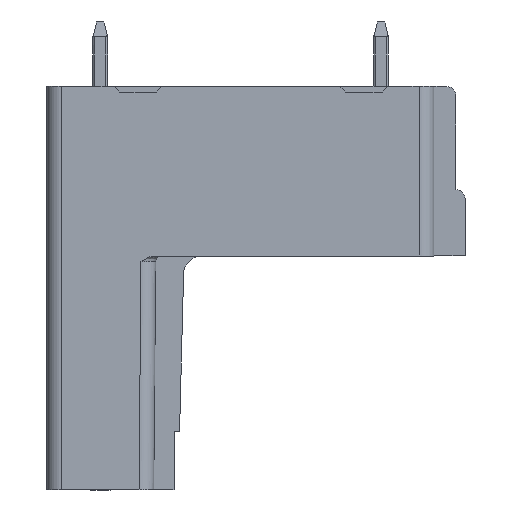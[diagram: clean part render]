
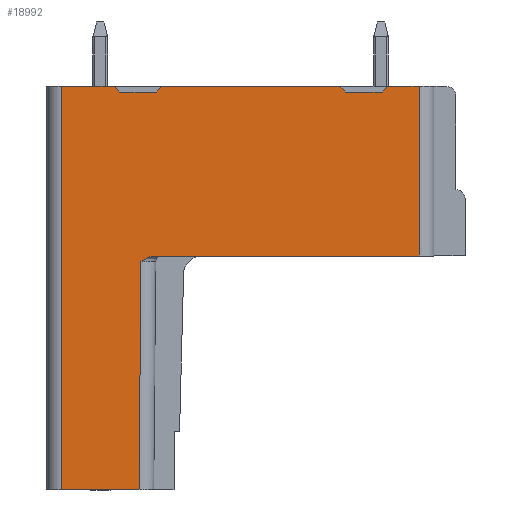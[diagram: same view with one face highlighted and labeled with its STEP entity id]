
A CAD part, left-side view. The second image highlights one B-rep face of the part: STEP entity #18992.
In plain terms, the highlighted planar face has unit normal (-1, 0, 0).
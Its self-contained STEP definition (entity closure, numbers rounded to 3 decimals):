
#272=CARTESIAN_POINT('',(-23.4,5.537,
0.));
#948=DIRECTION('',(0.,1.,0.));
#949=VECTOR('',#948,2.85);
#950=CARTESIAN_POINT('',(-23.4,7.75,9.2));
#951=LINE('',#950,#949);
#2973=DIRECTION('',(0.,1.,0.));
#2974=VECTOR('',#2973,14.337);
#2975=CARTESIAN_POINT('',(-23.4,-8.8,
0.));
#2976=LINE('',#2975,#2974);
#2977=CARTESIAN_POINT('',(-23.4,5.537,
0.));
#2978=CARTESIAN_POINT('',(-23.4,5.563,
0.));
#2979=CARTESIAN_POINT('',(-23.4,5.618,
-0.002));
#2980=CARTESIAN_POINT('',(-23.4,5.71,
-0.018));
#2981=CARTESIAN_POINT('',(-23.4,5.81,
-0.046));
#2982=CARTESIAN_POINT('',(-23.4,5.918,
-0.089));
#2983=CARTESIAN_POINT('',(-23.4,6.033,
-0.146));
#2984=CARTESIAN_POINT('',(-23.4,6.157,
-0.216));
#2985=CARTESIAN_POINT('',(-23.4,6.245,
-0.271));
#2986=CARTESIAN_POINT('',(-23.4,6.292,
-0.3));
#2988=DIRECTION('',(0.,0.009,-1.));
#2989=VECTOR('',#2988,12.4);
#2990=CARTESIAN_POINT('',(-23.4,6.292,
-0.3));
#2991=LINE('',#2990,#2989);
#2992=DIRECTION('',(0.,1.,0.));
#2993=VECTOR('',#2992,4.2);
#2994=CARTESIAN_POINT('',(-23.4,6.4,-12.7));
#2995=LINE('',#2994,#2993);
#2996=DIRECTION('',(0.,-0.707,-0.707));
#2997=VECTOR('',#2996,0.424);
#2998=CARTESIAN_POINT('',(-23.4,7.75,9.2));
#2999=LINE('',#2998,#2997);
#3000=DIRECTION('',(0.,-0.707,0.707));
#3001=VECTOR('',#3000,0.424);
#3002=CARTESIAN_POINT('',(-23.4,5.45,8.9));
#3003=LINE('',#3002,#3001);
#3004=DIRECTION('',(0.,-1.,0.));
#3005=VECTOR('',#3004,9.65);
#3006=CARTESIAN_POINT('',(-23.4,5.15,9.2));
#3007=LINE('',#3006,#3005);
#3008=DIRECTION('',(0.,-0.707,-0.707));
#3009=VECTOR('',#3008,0.424);
#3010=CARTESIAN_POINT('',(-23.4,-4.5,9.2));
#3011=LINE('',#3010,#3009);
#3012=DIRECTION('',(0.,-0.707,0.707));
#3013=VECTOR('',#3012,0.424);
#3014=CARTESIAN_POINT('',(-23.4,-6.8,8.9));
#3015=LINE('',#3014,#3013);
#3016=DIRECTION('',(0.,-1.,0.));
#3017=VECTOR('',#3016,1.7);
#3018=CARTESIAN_POINT('',(-23.4,-7.1,9.2));
#3019=LINE('',#3018,#3017);
#3020=DIRECTION('',(0.,0.,-1.));
#3021=VECTOR('',#3020,9.2);
#3022=CARTESIAN_POINT('',(-23.4,-8.8,9.2));
#3023=LINE('',#3022,#3021);
#3682=DIRECTION('',(0.,1.,0.));
#3683=VECTOR('',#3682,2.);
#3684=CARTESIAN_POINT('',(-23.4,5.45,8.9));
#3685=LINE('',#3684,#3683);
#8151=DIRECTION('',(0.,0.,-1.));
#8152=VECTOR('',#8151,21.9);
#8153=CARTESIAN_POINT('',(-23.4,10.6,9.2));
#8154=LINE('',#8153,#8152);
#8287=DIRECTION('',(0.,1.,0.));
#8288=VECTOR('',#8287,2.);
#8289=CARTESIAN_POINT('',(-23.4,-6.8,8.9));
#8290=LINE('',#8289,#8288);
#12868=VERTEX_POINT('',#272);
#12869=CARTESIAN_POINT('',(-23.4,-8.8,
0.));
#12870=VERTEX_POINT('',#12869);
#13031=CARTESIAN_POINT('',(-23.4,-8.8,9.2));
#13032=VERTEX_POINT('',#13031);
#13033=CARTESIAN_POINT('',(-23.4,-7.1,9.2));
#13034=VERTEX_POINT('',#13033);
#13039=CARTESIAN_POINT('',(-23.4,-4.5,9.2));
#13040=VERTEX_POINT('',#13039);
#13041=CARTESIAN_POINT('',(-23.4,5.15,9.2));
#13042=VERTEX_POINT('',#13041);
#13051=CARTESIAN_POINT('',(-23.4,7.75,9.2));
#13052=VERTEX_POINT('',#13051);
#13053=CARTESIAN_POINT('',(-23.4,10.6,9.2));
#13054=VERTEX_POINT('',#13053);
#13134=VERTEX_POINT('',#2986);
#13135=CARTESIAN_POINT('',(-23.4,6.4,-12.7));
#13136=VERTEX_POINT('',#13135);
#13137=CARTESIAN_POINT('',(-23.4,10.6,-12.7));
#13138=VERTEX_POINT('',#13137);
#13139=CARTESIAN_POINT('',(-23.4,7.45,8.9));
#13140=VERTEX_POINT('',#13139);
#13141=CARTESIAN_POINT('',(-23.4,5.45,8.9));
#13142=VERTEX_POINT('',#13141);
#13143=CARTESIAN_POINT('',(-23.4,-4.8,8.9));
#13144=VERTEX_POINT('',#13143);
#13145=CARTESIAN_POINT('',(-23.4,-6.8,8.9));
#13146=VERTEX_POINT('',#13145);
#18960=CARTESIAN_POINT('',(-23.4,5.192,-0.3));
#18961=DIRECTION('',(-1.,0.,0.));
#18962=DIRECTION('',(0.,-1.,0.));
#18963=AXIS2_PLACEMENT_3D('',#18960,#18961,#18962);
#18964=PLANE('',#18963);
#18965=ORIENTED_EDGE('',*,*,#15358,.T.);
#18967=ORIENTED_EDGE('',*,*,#18966,.T.);
#18969=ORIENTED_EDGE('',*,*,#18968,.T.);
#18971=ORIENTED_EDGE('',*,*,#18970,.T.);
#18973=ORIENTED_EDGE('',*,*,#18972,.F.);
#18974=ORIENTED_EDGE('',*,*,#15920,.F.);
#18976=ORIENTED_EDGE('',*,*,#18975,.T.);
#18978=ORIENTED_EDGE('',*,*,#18977,.F.);
#18980=ORIENTED_EDGE('',*,*,#18979,.T.);
#18981=ORIENTED_EDGE('',*,*,#15904,.T.);
#18983=ORIENTED_EDGE('',*,*,#18982,.T.);
#18985=ORIENTED_EDGE('',*,*,#18984,.F.);
#18987=ORIENTED_EDGE('',*,*,#18986,.T.);
#18988=ORIENTED_EDGE('',*,*,#15895,.T.);
#18989=ORIENTED_EDGE('',*,*,#18953,.T.);
#18990=EDGE_LOOP('',(#18965,#18967,#18969,#18971,#18973,#18974,#18976,#18978,
#18980,#18981,#18983,#18985,#18987,#18988,#18989));
#18991=FACE_OUTER_BOUND('',#18990,.F.);
#18992=ADVANCED_FACE('',(#18991),#18964,.T.);
#2987=B_SPLINE_CURVE_WITH_KNOTS('',3,(#2977,#2978,#2979,#2980,#2981,#2982,#2983,
#2984,#2985,#2986),.UNSPECIFIED.,.F.,.F.,(4,1,1,1,1,1,1,4),(0.,
0.143,0.286,0.429,0.571,
0.714,0.857,1.),.UNSPECIFIED.);
#15358=EDGE_CURVE('',#12870,#12868,#2976,.T.);
#15895=EDGE_CURVE('',#13034,#13032,#3019,.T.);
#15904=EDGE_CURVE('',#13042,#13040,#3007,.T.);
#15920=EDGE_CURVE('',#13052,#13054,#951,.T.);
#18953=EDGE_CURVE('',#13032,#12870,#3023,.T.);
#18966=EDGE_CURVE('',#12868,#13134,#2987,.T.);
#18968=EDGE_CURVE('',#13134,#13136,#2991,.T.);
#18970=EDGE_CURVE('',#13136,#13138,#2995,.T.);
#18972=EDGE_CURVE('',#13054,#13138,#8154,.T.);
#18975=EDGE_CURVE('',#13052,#13140,#2999,.T.);
#18977=EDGE_CURVE('',#13142,#13140,#3685,.T.);
#18979=EDGE_CURVE('',#13142,#13042,#3003,.T.);
#18982=EDGE_CURVE('',#13040,#13144,#3011,.T.);
#18984=EDGE_CURVE('',#13146,#13144,#8290,.T.);
#18986=EDGE_CURVE('',#13146,#13034,#3015,.T.);
